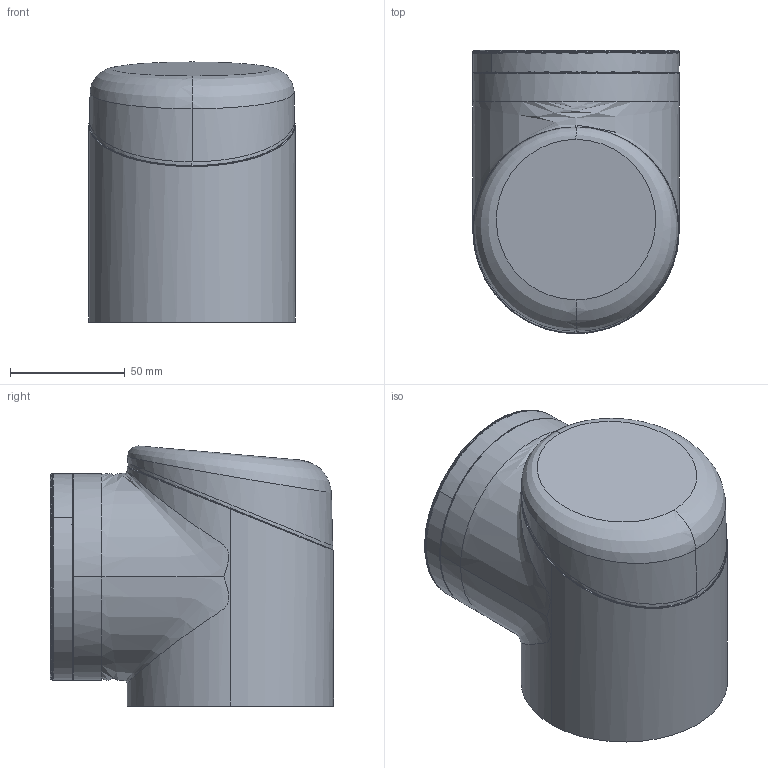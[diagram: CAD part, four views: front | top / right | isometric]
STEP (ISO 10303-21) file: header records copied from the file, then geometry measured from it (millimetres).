
FILE_DESCRIPTION(/* description */ (''),/* implementation_level */ '2;1');
FILE_NAME(/* name */ 'axe_4',/* time_stamp */ '2023-11-30T14:45:26+01:00',/* author */ (''),/* organization */ (''),/* preprocessor_version */ 'ST-DEVELOPER v16.5',/* originating_system */ 'Rhino 7.34',/* authorisation */ '');
FILE_SCHEMA (('CONFIG_CONTROL_DESIGN'));
Length unit declared in the file: millimetre
Products named in the file (2): Document; RR_A4
Assembly tree (1 placements, depth 2):
  Document
    RR_A4
Bounding box: 90 x 123.45 x 113.42 mm (x, y, z)
Surface area: 46179.4 mm2 (no closed solid volume)
Topology: 0 solids, 1 shells, 52 faces, 112 edges, 65 vertices
Faces by surface type: bspline 34, cylinder 12, plane 6
Entity records: 6577 total; most frequent: CARTESIAN_POINT 5724, ORIENTED_EDGE 220, EDGE_CURVE 112, VERTEX_POINT 65, EDGE_LOOP 57, ADVANCED_FACE 52, FACE_OUTER_BOUND 52, B_SPLINE_CURVE_WITH_KNOTS 44
